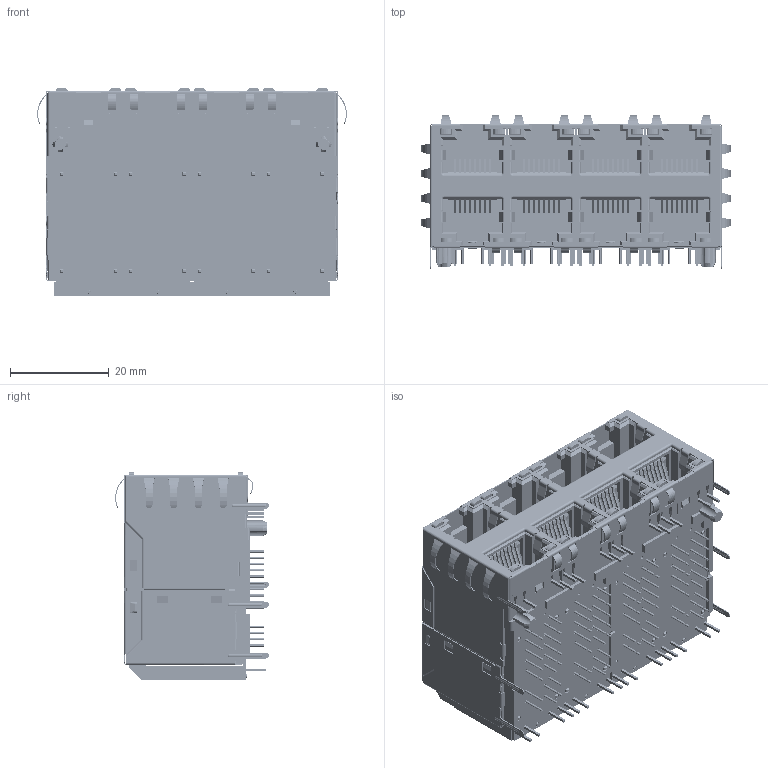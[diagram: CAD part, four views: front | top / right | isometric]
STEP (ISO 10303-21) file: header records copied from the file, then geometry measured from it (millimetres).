
FILE_DESCRIPTION((''),'2;1');
FILE_NAME('UTRJGPW012406625','2023-03-07T',('Administrator'),(''),'PRO/ENGINEER BY PARAMETRIC TECHNOLOGY CORPORATION, 2008380','PRO/ENGINEER BY PARAMETRIC TECHNOLOGY CORPORATION, 2008380','');
FILE_SCHEMA(('CONFIG_CONTROL_DESIGN'));
Products named in the file (1): UTRJGPW012406625
Bounding box: 62.73 x 31.13 x 42.2 mm (x, y, z)
Volume: 18495.3 mm3; surface area: 47817.4 mm2
Topology: 1 solids, 1 shells, 8516 faces, 24539 edges, 16064 vertices
Faces by surface type: plane 6375, cylinder 1842, bspline 195, torus 48, sphere 48, cone 8
Entity records: 286470 total; most frequent: CARTESIAN_POINT 60406, ORIENTED_EDGE 49038, DIRECTION 44339, EDGE_CURVE 24519, VECTOR 19947, LINE 19947, VERTEX_POINT 16064, AXIS2_PLACEMENT_3D 12196
